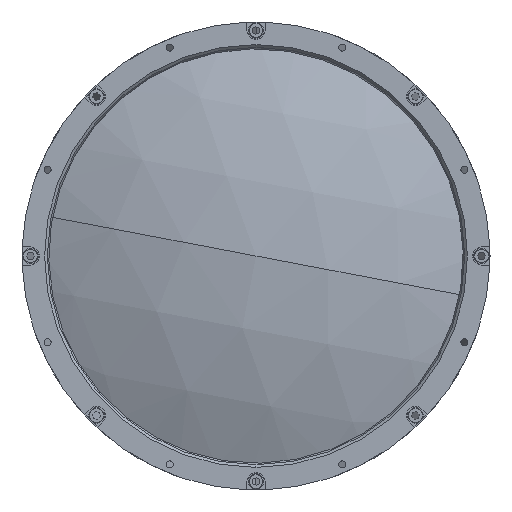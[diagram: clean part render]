
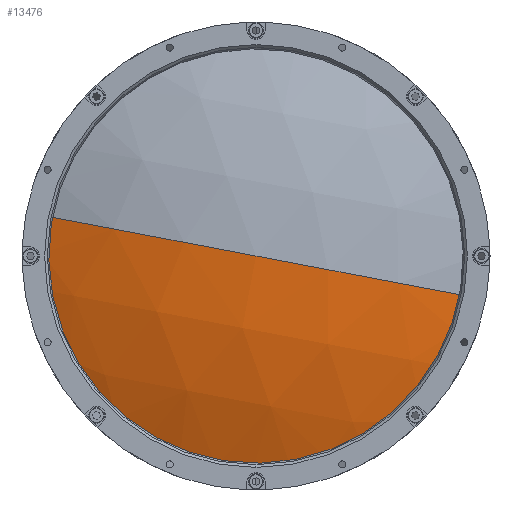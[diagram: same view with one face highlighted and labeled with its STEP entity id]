
A CAD part, left-side view. The second image highlights one B-rep face of the part: STEP entity #13476.
In plain terms, the highlighted spherical face has radius 192.8 mm.
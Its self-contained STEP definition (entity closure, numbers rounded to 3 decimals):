
#528 = CARTESIAN_POINT ( 'NONE',  ( 190.2, 0., 0. ) ) ;
#671 = VERTEX_POINT ( 'NONE', #16360 ) ;
#1607 = SPHERICAL_SURFACE ( 'NONE', #7694, 192.8 ) ;
#2083 = DIRECTION ( 'NONE',  ( 0., 0.982, 0.187 ) ) ;
#2249 = EDGE_CURVE ( 'NONE', #14687, #5515, #20231, .T. ) ;
#5297 = FACE_OUTER_BOUND ( 'NONE', #12454, .T. ) ;
#5515 = VERTEX_POINT ( 'NONE', #15863 ) ;
#5674 = CARTESIAN_POINT ( 'NONE',  ( 190.2, 0., 0. ) ) ;
#6412 = DIRECTION ( 'NONE',  ( 0., 0.187, -0.982 ) ) ;
#7249 = DIRECTION ( 'NONE',  ( 0., -0.982, -0.187 ) ) ;
#7694 = AXIS2_PLACEMENT_3D ( 'NONE', #18751, #6412, #7981 ) ;
#7937 = CARTESIAN_POINT ( 'NONE',  ( 13.011, 0., 0. ) ) ;
#7981 = DIRECTION ( 'NONE',  ( 0., 0.982, 0.187 ) ) ;
#9528 = DIRECTION ( 'NONE',  ( 0., 0.187, -0.982 ) ) ;
#10183 = AXIS2_PLACEMENT_3D ( 'NONE', #7937, #18848, #9528 ) ;
#11471 = DIRECTION ( 'NONE',  ( 0., 0.187, -0.982 ) ) ;
#12229 = ORIENTED_EDGE ( 'NONE', *, *, #2249, .T. ) ;
#12454 = EDGE_LOOP ( 'NONE', ( #12229, #17539, #13120 ) ) ;
#13120 = ORIENTED_EDGE ( 'NONE', *, *, #16021, .F. ) ;
#13476 = ADVANCED_FACE ( 'NONE', ( #5297 ), #1607, .T. ) ;
#13555 = CIRCLE ( 'NONE', #16997, 192.8 ) ;
#13734 = AXIS2_PLACEMENT_3D ( 'NONE', #5674, #16576, #7249 ) ;
#14687 = VERTEX_POINT ( 'NONE', #16497 ) ;
#15575 = CIRCLE ( 'NONE', #13734, 192.8 ) ;
#15863 = CARTESIAN_POINT ( 'NONE',  ( 13.011, -74.665, -14.182 ) ) ;
#16021 = EDGE_CURVE ( 'NONE', #14687, #671, #15575, .T. ) ;
#16360 = CARTESIAN_POINT ( 'NONE',  ( -2.6, 0., 0. ) ) ;
#16497 = CARTESIAN_POINT ( 'NONE',  ( 13.011, 74.665, 14.182 ) ) ;
#16576 = DIRECTION ( 'NONE',  ( 0., -0.187, 0.982 ) ) ;
#16997 = AXIS2_PLACEMENT_3D ( 'NONE', #528, #11471, #2083 ) ;
#17539 = ORIENTED_EDGE ( 'NONE', *, *, #18317, .T. ) ;
#18317 = EDGE_CURVE ( 'NONE', #5515, #671, #13555, .T. ) ;
#18751 = CARTESIAN_POINT ( 'NONE',  ( 190.2, 0., 0. ) ) ;
#18848 = DIRECTION ( 'NONE',  ( -1., 0., 0. ) ) ;
#20231 = CIRCLE ( 'NONE', #10183, 76. ) ;
